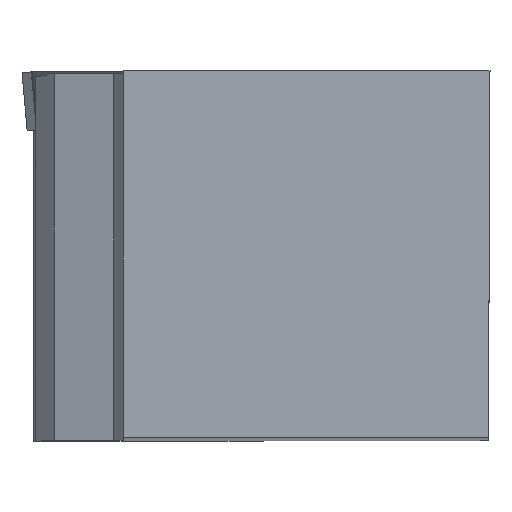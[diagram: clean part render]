
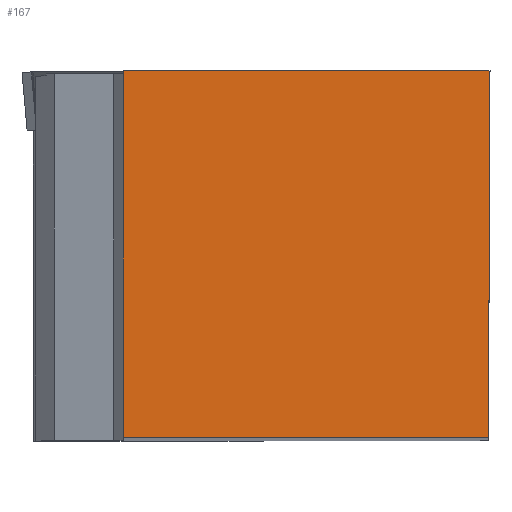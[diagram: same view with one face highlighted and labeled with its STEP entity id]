
A CAD part, top view. The second image highlights one B-rep face of the part: STEP entity #167.
In plain terms, the highlighted planar face has unit normal (0, 0, 1).
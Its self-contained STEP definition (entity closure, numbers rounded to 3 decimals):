
#130=FACE_OUTER_BOUND('',#386,.T.);
#167=ADVANCED_FACE('BLANK_BOXF006',(#130),#195,.F.);
#195=PLANE('',#885);
#226=LINE('',#1257,#288);
#253=LINE('',#1385,#315);
#262=LINE('',#1405,#324);
#263=LINE('',#1406,#325);
#288=VECTOR('',#991,1.);
#315=VECTOR('',#1058,1.);
#324=VECTOR('',#1077,1.);
#325=VECTOR('',#1078,1.);
#386=EDGE_LOOP('',(#534,#535,#536,#537));
#534=ORIENTED_EDGE('',*,*,#733,.F.);
#535=ORIENTED_EDGE('',*,*,#722,.F.);
#536=ORIENTED_EDGE('',*,*,#734,.F.);
#537=ORIENTED_EDGE('',*,*,#683,.F.);
#611=VERTEX_POINT('',#1256);
#612=VERTEX_POINT('',#1258);
#640=VERTEX_POINT('',#1384);
#641=VERTEX_POINT('',#1386);
#683=EDGE_CURVE('',#611,#612,#226,.T.);
#722=EDGE_CURVE('',#640,#641,#253,.T.);
#733=EDGE_CURVE('',#641,#611,#262,.T.);
#734=EDGE_CURVE('',#612,#640,#263,.T.);
#885=AXIS2_PLACEMENT_3D('',#1407,#1079,#1080);
#991=DIRECTION('',(1.,0.,0.));
#1058=DIRECTION('',(-1.,0.,0.));
#1077=DIRECTION('',(0.,1.,0.));
#1078=DIRECTION('',(-0.004,-1.,0.));
#1079=DIRECTION('',(0.,0.,-1.));
#1080=DIRECTION('',(-1.,0.,0.));
#1256=CARTESIAN_POINT('',(-19.875,19.875,0.));
#1257=CARTESIAN_POINT('',(-137.35,19.875,0.));
#1258=CARTESIAN_POINT('',(0.,19.875,0.));
#1384=CARTESIAN_POINT('',(-0.087,0.,0.));
#1385=CARTESIAN_POINT('',(137.35,0.,0.));
#1386=CARTESIAN_POINT('',(-19.875,0.,0.));
#1405=CARTESIAN_POINT('',(-19.875,-137.35,0.));
#1406=CARTESIAN_POINT('',(0.513,137.349,0.));
#1407=CARTESIAN_POINT('',(-36.35,-5.,0.));
